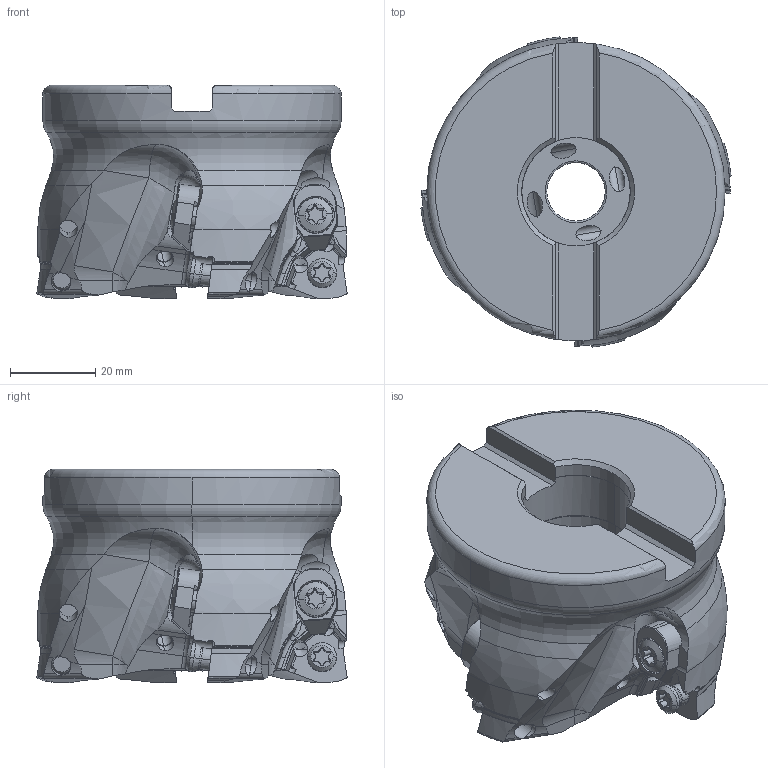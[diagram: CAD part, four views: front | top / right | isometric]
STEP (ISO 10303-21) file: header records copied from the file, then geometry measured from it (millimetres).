
FILE_DESCRIPTION(/* description */ (''),/* implementation_level */ '2;1');
FILE_NAME(/* name */ 'AJXU14R0304C.stp',/* time_stamp */ '2021-09-08T11:48:54+09:00',/* author */ (''),/* organization */ (''),/* preprocessor_version */ 'ST-DEVELOPER v16',/* originating_system */ 'SIEMENS PLM Software NX 10.0',/* authorisation */ '');
FILE_SCHEMA (('AUTOMOTIVE_DESIGN { 1 0 10303 214 3 1 1 1 }'));
Length unit declared in the file: millimetre
Products named in the file (1): AJXU14R0304C_ASM
Bounding box: 72.68 x 72.68 x 49.96 mm (x, y, z)
Volume: 123528.3 mm3; surface area: 29552.3 mm2
Topology: 17 solids, 17 shells, 909 faces, 2529 edges, 1698 vertices
Faces by surface type: cylinder 424, plane 265, cone 112, torus 64, sphere 24, bspline 20
Entity records: 35975 total; most frequent: CARTESIAN_POINT 11979, DIRECTION 5008, ORIENTED_EDGE 4994, EDGE_CURVE 2497, AXIS2_PLACEMENT_3D 2054, VERTEX_POINT 1639, CIRCLE 1008, EDGE_LOOP 968
